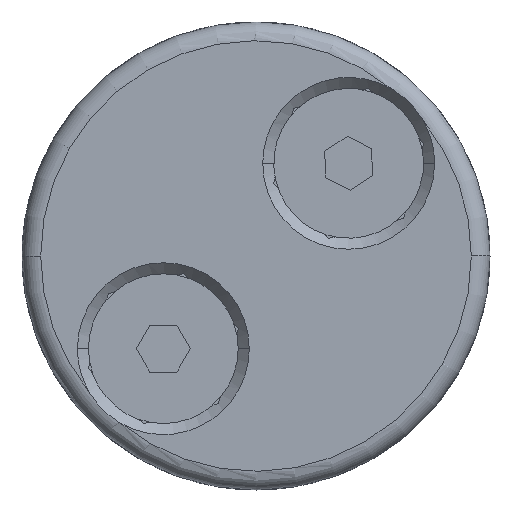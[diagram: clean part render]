
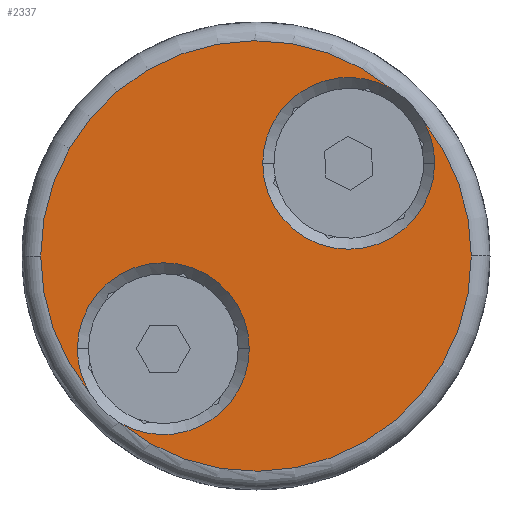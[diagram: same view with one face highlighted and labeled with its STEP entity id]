
A CAD part, front view. The second image highlights one B-rep face of the part: STEP entity #2337.
In plain terms, the highlighted face is planar.
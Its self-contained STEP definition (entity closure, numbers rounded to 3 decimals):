
#66 = ORIENTED_EDGE ( 'NONE', *, *, #216, .T. ) ;
#99 = ORIENTED_EDGE ( 'NONE', *, *, #149, .F. ) ;
#119 = EDGE_CURVE ( 'NONE', #569, #903, #1796, .T. ) ;
#131 = CARTESIAN_POINT ( 'NONE',  ( 4.95, 7.5, 0.36 ) ) ;
#149 = EDGE_CURVE ( 'NONE', #2658, #632, #609, .T. ) ;
#155 = FACE_OUTER_BOUND ( 'NONE', #291, .T. ) ;
#163 = DIRECTION ( 'NONE',  ( 0., 0., 1. ) ) ;
#212 = VERTEX_POINT ( 'NONE', #1460 ) ;
#216 = EDGE_CURVE ( 'NONE', #1669, #454, #1534, .T. ) ;
#223 = EDGE_CURVE ( 'NONE', #2257, #284, #2726, .T. ) ;
#240 = DIRECTION ( 'NONE',  ( 0., 1., 0. ) ) ;
#246 = CARTESIAN_POINT ( 'NONE',  ( 7.272, 7.5, 8.909 ) ) ;
#284 = VERTEX_POINT ( 'NONE', #2549 ) ;
#291 = EDGE_LOOP ( 'NONE', ( #717, #66, #1063, #1955, #714, #1802, #521, #1248, #2464, #99 ) ) ;
#292 = CARTESIAN_POINT ( 'NONE',  ( 0., 7.5, 0. ) ) ;
#335 = AXIS2_PLACEMENT_3D ( 'NONE', #465, #2354, #630 ) ;
#378 = CIRCLE ( 'NONE', #738, 4.59 ) ;
#395 = CARTESIAN_POINT ( 'NONE',  ( 0., 7.5, 0. ) ) ;
#431 = AXIS2_PLACEMENT_3D ( 'NONE', #395, #1014, #1194 ) ;
#445 = CIRCLE ( 'NONE', #1989, 4.59 ) ;
#451 = DIRECTION ( 'NONE',  ( 0., 0., 1. ) ) ;
#454 = VERTEX_POINT ( 'NONE', #1237 ) ;
#465 = CARTESIAN_POINT ( 'NONE',  ( 4.95, 7.5, 4.95 ) ) ;
#521 = ORIENTED_EDGE ( 'NONE', *, *, #2625, .T. ) ;
#543 = EDGE_CURVE ( 'NONE', #284, #629, #1531, .T. ) ;
#569 = VERTEX_POINT ( 'NONE', #1342 ) ;
#609 = CIRCLE ( 'NONE', #870, 4.59 ) ;
#610 = PLANE ( 'NONE',  #883 ) ;
#629 = VERTEX_POINT ( 'NONE', #246 ) ;
#630 = DIRECTION ( 'NONE',  ( 0., 0., 1. ) ) ;
#632 = VERTEX_POINT ( 'NONE', #2667 ) ;
#633 = EDGE_CURVE ( 'NONE', #454, #629, #2725, .T. ) ;
#646 = DIRECTION ( 'NONE',  ( 0., 0., 1. ) ) ;
#668 = AXIS2_PLACEMENT_3D ( 'NONE', #292, #1394, #1408 ) ;
#714 = ORIENTED_EDGE ( 'NONE', *, *, #223, .F. ) ;
#717 = ORIENTED_EDGE ( 'NONE', *, *, #2503, .F. ) ;
#738 = AXIS2_PLACEMENT_3D ( 'NONE', #2246, #1819, #2208 ) ;
#757 = CIRCLE ( 'NONE', #1068, 4.59 ) ;
#870 = AXIS2_PLACEMENT_3D ( 'NONE', #2075, #2511, #163 ) ;
#883 = AXIS2_PLACEMENT_3D ( 'NONE', #2485, #1450, #1425 ) ;
#892 = DIRECTION ( 'NONE',  ( 0., 1., 0. ) ) ;
#903 = VERTEX_POINT ( 'NONE', #1128 ) ;
#1014 = DIRECTION ( 'NONE',  ( 0., 1., 0. ) ) ;
#1063 = ORIENTED_EDGE ( 'NONE', *, *, #633, .T. ) ;
#1068 = AXIS2_PLACEMENT_3D ( 'NONE', #2596, #240, #646 ) ;
#1103 = CARTESIAN_POINT ( 'NONE',  ( 0., 7.5, 0. ) ) ;
#1128 = CARTESIAN_POINT ( 'NONE',  ( -7.272, 7.5, -8.909 ) ) ;
#1157 = CARTESIAN_POINT ( 'NONE',  ( 0., 7.5, 0. ) ) ;
#1161 = EDGE_CURVE ( 'NONE', #632, #903, #378, .T. ) ;
#1194 = DIRECTION ( 'NONE',  ( 0., 0., 1. ) ) ;
#1237 = CARTESIAN_POINT ( 'NONE',  ( 0., 7.5, 11.5 ) ) ;
#1248 = ORIENTED_EDGE ( 'NONE', *, *, #119, .T. ) ;
#1341 = DIRECTION ( 'NONE',  ( 0., 0., 1. ) ) ;
#1342 = CARTESIAN_POINT ( 'NONE',  ( 0., 7.5, -11.5 ) ) ;
#1394 = DIRECTION ( 'NONE',  ( 0., 1., 0. ) ) ;
#1408 = DIRECTION ( 'NONE',  ( 0., 0., 1. ) ) ;
#1412 = DIRECTION ( 'NONE',  ( 0., 1., 0. ) ) ;
#1425 = DIRECTION ( 'NONE',  ( 0., 0., 1. ) ) ;
#1450 = DIRECTION ( 'NONE',  ( 0., 1., 0. ) ) ;
#1460 = CARTESIAN_POINT ( 'NONE',  ( 8.909, 7.5, 7.272 ) ) ;
#1520 = CARTESIAN_POINT ( 'NONE',  ( 4.95, 7.5, 4.95 ) ) ;
#1523 = CARTESIAN_POINT ( 'NONE',  ( -8.909, 7.5, -7.272 ) ) ;
#1531 = CIRCLE ( 'NONE', #1883, 4.59 ) ;
#1534 = CIRCLE ( 'NONE', #2728, 11.5 ) ;
#1669 = VERTEX_POINT ( 'NONE', #1523 ) ;
#1727 = DIRECTION ( 'NONE',  ( 0., 0., 1. ) ) ;
#1796 = CIRCLE ( 'NONE', #431, 11.5 ) ;
#1802 = ORIENTED_EDGE ( 'NONE', *, *, #2113, .F. ) ;
#1819 = DIRECTION ( 'NONE',  ( 0., 1., 0. ) ) ;
#1883 = AXIS2_PLACEMENT_3D ( 'NONE', #1520, #2600, #1727 ) ;
#1955 = ORIENTED_EDGE ( 'NONE', *, *, #543, .F. ) ;
#1989 = AXIS2_PLACEMENT_3D ( 'NONE', #2401, #2390, #1341 ) ;
#2012 = AXIS2_PLACEMENT_3D ( 'NONE', #1157, #1412, #2237 ) ;
#2075 = CARTESIAN_POINT ( 'NONE',  ( -4.95, 7.5, -4.95 ) ) ;
#2113 = EDGE_CURVE ( 'NONE', #212, #2257, #445, .T. ) ;
#2196 = CARTESIAN_POINT ( 'NONE',  ( -4.95, 7.5, -0.36 ) ) ;
#2208 = DIRECTION ( 'NONE',  ( 0., 0., 1. ) ) ;
#2212 = CIRCLE ( 'NONE', #668, 11.5 ) ;
#2237 = DIRECTION ( 'NONE',  ( 0., 0., 1. ) ) ;
#2246 = CARTESIAN_POINT ( 'NONE',  ( -4.95, 7.5, -4.95 ) ) ;
#2257 = VERTEX_POINT ( 'NONE', #131 ) ;
#2337 = ADVANCED_FACE ( 'NONE', ( #155 ), #610, .T. ) ;
#2354 = DIRECTION ( 'NONE',  ( 0., 1., 0. ) ) ;
#2390 = DIRECTION ( 'NONE',  ( 0., 1., 0. ) ) ;
#2401 = CARTESIAN_POINT ( 'NONE',  ( 4.95, 7.5, 4.95 ) ) ;
#2464 = ORIENTED_EDGE ( 'NONE', *, *, #1161, .F. ) ;
#2485 = CARTESIAN_POINT ( 'NONE',  ( 0., 7.5, 0. ) ) ;
#2503 = EDGE_CURVE ( 'NONE', #1669, #2658, #757, .T. ) ;
#2511 = DIRECTION ( 'NONE',  ( 0., 1., 0. ) ) ;
#2549 = CARTESIAN_POINT ( 'NONE',  ( 4.95, 7.5, 9.54 ) ) ;
#2596 = CARTESIAN_POINT ( 'NONE',  ( -4.95, 7.5, -4.95 ) ) ;
#2600 = DIRECTION ( 'NONE',  ( 0., 1., 0. ) ) ;
#2625 = EDGE_CURVE ( 'NONE', #212, #569, #2212, .T. ) ;
#2658 = VERTEX_POINT ( 'NONE', #2196 ) ;
#2667 = CARTESIAN_POINT ( 'NONE',  ( -4.95, 7.5, -9.54 ) ) ;
#2725 = CIRCLE ( 'NONE', #2012, 11.5 ) ;
#2726 = CIRCLE ( 'NONE', #335, 4.59 ) ;
#2728 = AXIS2_PLACEMENT_3D ( 'NONE', #1103, #892, #451 ) ;
